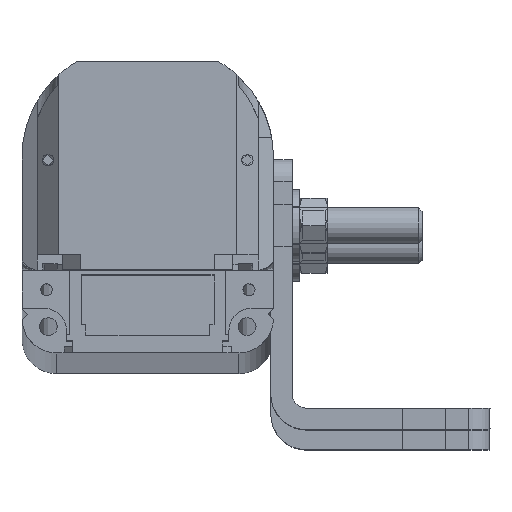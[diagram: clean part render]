
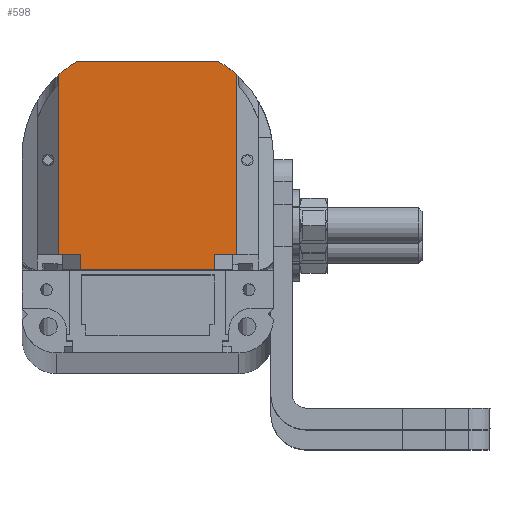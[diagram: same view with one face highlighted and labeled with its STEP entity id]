
A CAD part, top view. The second image highlights one B-rep face of the part: STEP entity #598.
In plain terms, the highlighted planar face has unit normal (0, 0, 1).
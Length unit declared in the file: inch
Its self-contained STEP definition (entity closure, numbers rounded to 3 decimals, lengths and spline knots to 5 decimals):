
#192 = CARTESIAN_POINT ( 'NONE',  ( 2.53798, 3.58897, 10.27352 ) ) ;
#598 = ADVANCED_FACE ( 'NONE', ( #23078 ), #22756, .F. ) ;
#618 = DIRECTION ( 'NONE',  ( 0., 1., 0. ) ) ;
#843 = EDGE_CURVE ( 'NONE', #13259, #17679, #1576, .T. ) ;
#1156 = DIRECTION ( 'NONE',  ( -1., 0., 0. ) ) ;
#1161 = EDGE_CURVE ( 'NONE', #17679, #18796, #9487, .T. ) ;
#1189 = CARTESIAN_POINT ( 'NONE',  ( 2.35232, 3.04597, 10.27352 ) ) ;
#1444 = CARTESIAN_POINT ( 'NONE',  ( 2.93491, 3.04597, 10.27352 ) ) ;
#1498 = ORIENTED_EDGE ( 'NONE', *, *, #5537, .F. ) ;
#1576 = LINE ( 'NONE', #19811, #13579 ) ;
#1795 = LINE ( 'NONE', #11258, #17250 ) ;
#1996 = EDGE_LOOP ( 'NONE', ( #8398, #23102, #16443, #22779, #8815, #18785, #22590, #24267, #15927, #1498 ) ) ;
#2643 = CIRCLE ( 'NONE', #16818, 0.6 ) ;
#3322 = LINE ( 'NONE', #8714, #12174 ) ;
#5346 = VECTOR ( 'NONE', #9455, 39.37008 ) ;
#5537 = EDGE_CURVE ( 'NONE', #18796, #25923, #19544, .T. ) ;
#5593 = AXIS2_PLACEMENT_3D ( 'NONE', #18812, #20948, #21037 ) ;
#5629 = CARTESIAN_POINT ( 'NONE',  ( 2.81465, 2.96197, 10.27352 ) ) ;
#5656 = VECTOR ( 'NONE', #14784, 39.37008 ) ;
#5861 = CARTESIAN_POINT ( 'NONE',  ( 2.05299, 4.10897, 10.27352 ) ) ;
#6080 = VERTEX_POINT ( 'NONE', #9680 ) ;
#8009 = DIRECTION ( 'NONE',  ( 0., -1., 0. ) ) ;
#8047 = EDGE_CURVE ( 'NONE', #25923, #21034, #3322, .T. ) ;
#8398 = ORIENTED_EDGE ( 'NONE', *, *, #1161, .F. ) ;
#8714 = CARTESIAN_POINT ( 'NONE',  ( 1.95539, 3.58897, 10.27352 ) ) ;
#8815 = ORIENTED_EDGE ( 'NONE', *, *, #10836, .F. ) ;
#9455 = DIRECTION ( 'NONE',  ( -1., 0., 0. ) ) ;
#9487 = LINE ( 'NONE', #18288, #21134 ) ;
#9680 = CARTESIAN_POINT ( 'NONE',  ( 2.93491, 4.03891, 10.27352 ) ) ;
#10197 = VECTOR ( 'NONE', #18603, 39.37008 ) ;
#10447 = LINE ( 'NONE', #24788, #5656 ) ;
#10836 = EDGE_CURVE ( 'NONE', #6080, #18263, #16677, .T. ) ;
#11047 = DIRECTION ( 'NONE',  ( -1., 0., 0. ) ) ;
#11258 = CARTESIAN_POINT ( 'NONE',  ( 2.35232, 3.04597, 10.27352 ) ) ;
#11432 = CARTESIAN_POINT ( 'NONE',  ( 2.07565, 2.96197, 10.27352 ) ) ;
#12174 = VECTOR ( 'NONE', #618, 39.37008 ) ;
#13145 = AXIS2_PLACEMENT_3D ( 'NONE', #14810, #24902, #11047 ) ;
#13259 = VERTEX_POINT ( 'NONE', #5629 ) ;
#13579 = VECTOR ( 'NONE', #15663, 39.37008 ) ;
#14322 = DIRECTION ( 'NONE',  ( -1., 0., 0. ) ) ;
#14488 = DIRECTION ( 'NONE',  ( 0., 0., -1. ) ) ;
#14503 = EDGE_CURVE ( 'NONE', #20905, #13259, #16448, .T. ) ;
#14784 = DIRECTION ( 'NONE',  ( -1., 0., 0. ) ) ;
#14796 = VECTOR ( 'NONE', #8009, 39.37008 ) ;
#14810 = CARTESIAN_POINT ( 'NONE',  ( 2.35232, 3.58897, 10.27352 ) ) ;
#15663 = DIRECTION ( 'NONE',  ( -1., 0., 0. ) ) ;
#15927 = ORIENTED_EDGE ( 'NONE', *, *, #8047, .F. ) ;
#16443 = ORIENTED_EDGE ( 'NONE', *, *, #14503, .F. ) ;
#16448 = LINE ( 'NONE', #22503, #10197 ) ;
#16677 = LINE ( 'NONE', #22186, #14796 ) ;
#16818 = AXIS2_PLACEMENT_3D ( 'NONE', #192, #14488, #14322 ) ;
#17041 = EDGE_CURVE ( 'NONE', #18263, #20905, #1795, .T. ) ;
#17250 = VECTOR ( 'NONE', #1156, 39.37008 ) ;
#17679 = VERTEX_POINT ( 'NONE', #11432 ) ;
#18263 = VERTEX_POINT ( 'NONE', #1444 ) ;
#18288 = CARTESIAN_POINT ( 'NONE',  ( 2.07565, 3.58897, 10.27352 ) ) ;
#18400 = EDGE_CURVE ( 'NONE', #22837, #6080, #2643, .T. ) ;
#18603 = DIRECTION ( 'NONE',  ( 0., -1., 0. ) ) ;
#18785 = ORIENTED_EDGE ( 'NONE', *, *, #18400, .F. ) ;
#18796 = VERTEX_POINT ( 'NONE', #25701 ) ;
#18812 = CARTESIAN_POINT ( 'NONE',  ( 2.35232, 3.58897, 10.27352 ) ) ;
#19544 = LINE ( 'NONE', #1189, #5346 ) ;
#19811 = CARTESIAN_POINT ( 'NONE',  ( 2.35232, 2.96197, 10.27352 ) ) ;
#20267 = VERTEX_POINT ( 'NONE', #5861 ) ;
#20905 = VERTEX_POINT ( 'NONE', #21979 ) ;
#20948 = DIRECTION ( 'NONE',  ( 0., 0., -1. ) ) ;
#21034 = VERTEX_POINT ( 'NONE', #26130 ) ;
#21037 = DIRECTION ( 'NONE',  ( -1., 0., 0. ) ) ;
#21134 = VECTOR ( 'NONE', #26003, 39.37008 ) ;
#21979 = CARTESIAN_POINT ( 'NONE',  ( 2.81465, 3.04597, 10.27352 ) ) ;
#22186 = CARTESIAN_POINT ( 'NONE',  ( 2.93491, 3.58897, 10.27352 ) ) ;
#22503 = CARTESIAN_POINT ( 'NONE',  ( 2.81465, 3.58897, 10.27352 ) ) ;
#22590 = ORIENTED_EDGE ( 'NONE', *, *, #23679, .T. ) ;
#22756 = PLANE ( 'NONE',  #13145 ) ;
#22779 = ORIENTED_EDGE ( 'NONE', *, *, #17041, .F. ) ;
#22836 = CIRCLE ( 'NONE', #5593, 0.6 ) ;
#22837 = VERTEX_POINT ( 'NONE', #24803 ) ;
#23078 = FACE_OUTER_BOUND ( 'NONE', #1996, .T. ) ;
#23102 = ORIENTED_EDGE ( 'NONE', *, *, #843, .F. ) ;
#23679 = EDGE_CURVE ( 'NONE', #22837, #20267, #10447, .T. ) ;
#24267 = ORIENTED_EDGE ( 'NONE', *, *, #25060, .F. ) ;
#24788 = CARTESIAN_POINT ( 'NONE',  ( 2.05299, 4.10897, 10.27352 ) ) ;
#24803 = CARTESIAN_POINT ( 'NONE',  ( 2.83732, 4.10897, 10.27352 ) ) ;
#24902 = DIRECTION ( 'NONE',  ( 0., 0., -1. ) ) ;
#25060 = EDGE_CURVE ( 'NONE', #21034, #20267, #22836, .T. ) ;
#25701 = CARTESIAN_POINT ( 'NONE',  ( 2.07565, 3.04597, 10.27352 ) ) ;
#25923 = VERTEX_POINT ( 'NONE', #26124 ) ;
#26003 = DIRECTION ( 'NONE',  ( 0., 1., 0. ) ) ;
#26124 = CARTESIAN_POINT ( 'NONE',  ( 1.95539, 3.04597, 10.27352 ) ) ;
#26130 = CARTESIAN_POINT ( 'NONE',  ( 1.95539, 4.03891, 10.27352 ) ) ;
